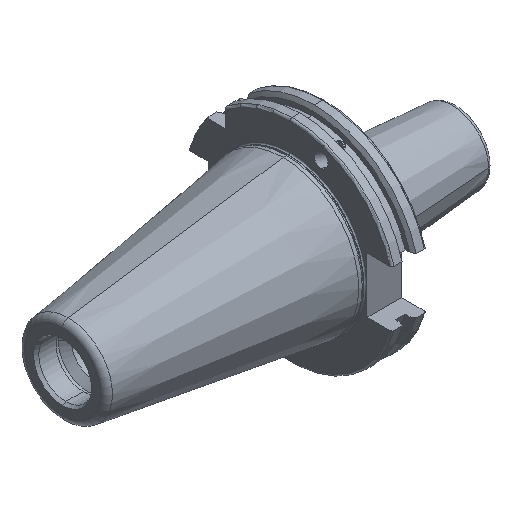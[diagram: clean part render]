
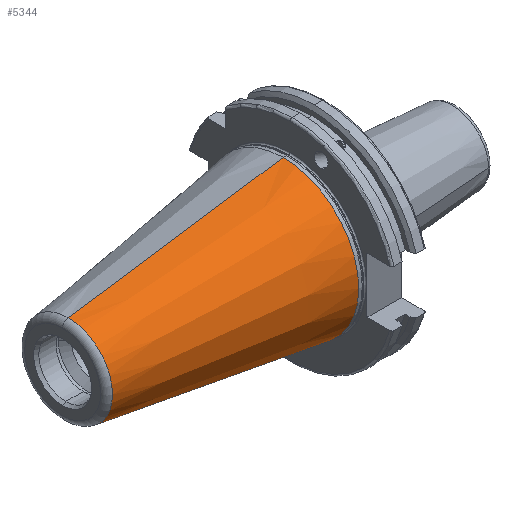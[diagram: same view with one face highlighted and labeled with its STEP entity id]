
A CAD part, isometric view. The second image highlights one B-rep face of the part: STEP entity #5344.
In plain terms, the highlighted conical face has half-angle 8.297 degrees and reference radius 34.925 mm.
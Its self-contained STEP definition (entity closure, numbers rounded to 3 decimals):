
#32 = DIRECTION ( 'NONE',  ( -1., 0., 0. ) ) ;
#568 = CONICAL_SURFACE ( 'NONE', #1259, 34.925, 0.145 ) ;
#1208 = VERTEX_POINT ( 'NONE', #1509 ) ;
#1259 = AXIS2_PLACEMENT_3D ( 'NONE', #4878, #7038, #4277 ) ;
#1509 = CARTESIAN_POINT ( 'NONE',  ( -99.183, 20.461, 0. ) ) ;
#1524 = DIRECTION ( 'NONE',  ( 0., -1., 0. ) ) ;
#1573 = ORIENTED_EDGE ( 'NONE', *, *, #5365, .T. ) ;
#1876 = AXIS2_PLACEMENT_3D ( 'NONE', #2149, #32, #4975 ) ;
#2149 = CARTESIAN_POINT ( 'NONE',  ( -99.183, 0., 0. ) ) ;
#2322 = ORIENTED_EDGE ( 'NONE', *, *, #6482, .F. ) ;
#2417 = AXIS2_PLACEMENT_3D ( 'NONE', #5808, #5845, #1524 ) ;
#2559 = LINE ( 'NONE', #5763, #2673 ) ;
#2673 = VECTOR ( 'NONE', #4688, 1000. ) ;
#2678 = FACE_OUTER_BOUND ( 'NONE', #3634, .T. ) ;
#2693 = VERTEX_POINT ( 'NONE', #6248 ) ;
#2786 = LINE ( 'NONE', #4964, #7019 ) ;
#3587 = CIRCLE ( 'NONE', #1876, 20.461 ) ;
#3634 = EDGE_LOOP ( 'NONE', ( #2322, #3939, #5605, #1573 ) ) ;
#3939 = ORIENTED_EDGE ( 'NONE', *, *, #4378, .F. ) ;
#3979 = CARTESIAN_POINT ( 'NONE',  ( 0., -34.925, 0. ) ) ;
#4277 = DIRECTION ( 'NONE',  ( 0., 1., 0. ) ) ;
#4378 = EDGE_CURVE ( 'NONE', #1208, #4443, #3587, .T. ) ;
#4443 = VERTEX_POINT ( 'NONE', #6769 ) ;
#4461 = DIRECTION ( 'NONE',  ( 0.99, 0.144, 0. ) ) ;
#4530 = EDGE_CURVE ( 'NONE', #1208, #2693, #2786, .T. ) ;
#4688 = DIRECTION ( 'NONE',  ( 0.99, -0.144, 0. ) ) ;
#4878 = CARTESIAN_POINT ( 'NONE',  ( 0., 0., 0. ) ) ;
#4964 = CARTESIAN_POINT ( 'NONE',  ( 0., 34.925, 0. ) ) ;
#4975 = DIRECTION ( 'NONE',  ( 0., -1., 0. ) ) ;
#5344 = ADVANCED_FACE ( 'NONE', ( #2678 ), #568, .T. ) ;
#5365 = EDGE_CURVE ( 'NONE', #2693, #5518, #5600, .T. ) ;
#5518 = VERTEX_POINT ( 'NONE', #3979 ) ;
#5600 = CIRCLE ( 'NONE', #2417, 34.925 ) ;
#5605 = ORIENTED_EDGE ( 'NONE', *, *, #4530, .T. ) ;
#5763 = CARTESIAN_POINT ( 'NONE',  ( 0., -34.925, 0. ) ) ;
#5808 = CARTESIAN_POINT ( 'NONE',  ( 0., 0., 0. ) ) ;
#5845 = DIRECTION ( 'NONE',  ( -1., 0., 0. ) ) ;
#6248 = CARTESIAN_POINT ( 'NONE',  ( 0., 34.925, 0. ) ) ;
#6482 = EDGE_CURVE ( 'NONE', #4443, #5518, #2559, .T. ) ;
#6769 = CARTESIAN_POINT ( 'NONE',  ( -99.183, -20.461, 0. ) ) ;
#7019 = VECTOR ( 'NONE', #4461, 1000. ) ;
#7038 = DIRECTION ( 'NONE',  ( 1., 0., 0. ) ) ;
